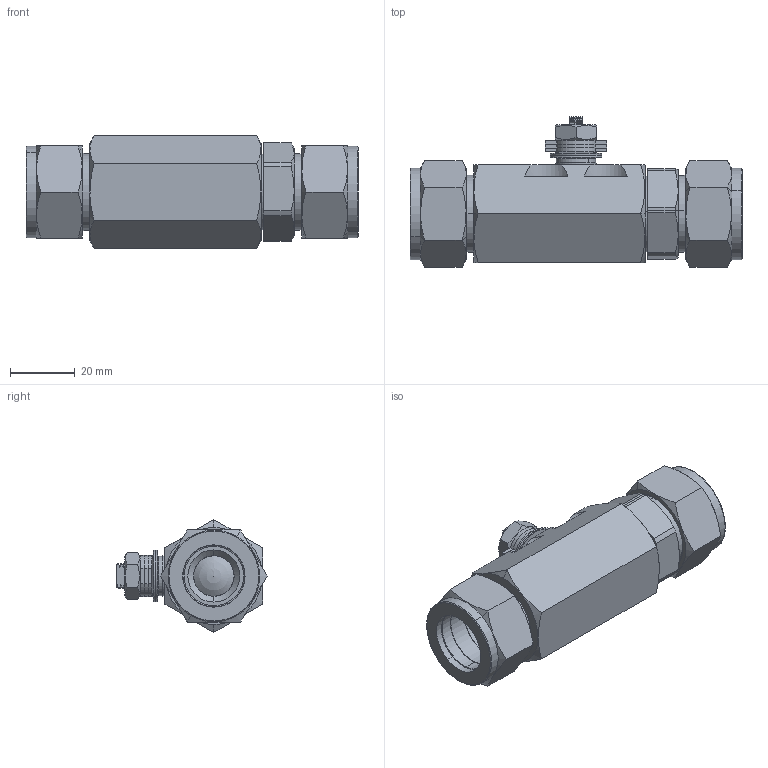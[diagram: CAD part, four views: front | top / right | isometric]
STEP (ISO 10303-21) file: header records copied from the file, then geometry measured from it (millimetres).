
FILE_DESCRIPTION (( 'STEP AP203' ), '1' );
FILE_NAME ('8205XXC12Z.step', '2018-03-12T15:31:57', ( '' ), ( '' ), 'SwSTEP 2.0', 'SolidWorks 2017', '' );
FILE_SCHEMA (( 'CONFIG_CONTROL_DESIGN' ));
Length unit declared in the file: inch
Products named in the file (1): 8205XXC12Z
Bounding box: 102.37 x 46.35 x 34.83 mm (x, y, z)
Volume: 53605.5 mm3; surface area: 36919 mm2
Topology: 21 solids, 21 shells, 561 faces, 1406 edges, 901 vertices
Faces by surface type: cylinder 245, plane 129, cone 96, bspline 69, torus 20, sphere 2
Entity records: 47989 total; most frequent: CARTESIAN_POINT 35705, ORIENTED_EDGE 2800, DIRECTION 2269, EDGE_CURVE 1400, VERTEX_POINT 897, AXIS2_PLACEMENT_3D 886, EDGE_LOOP 621, FACE_OUTER_BOUND 561
